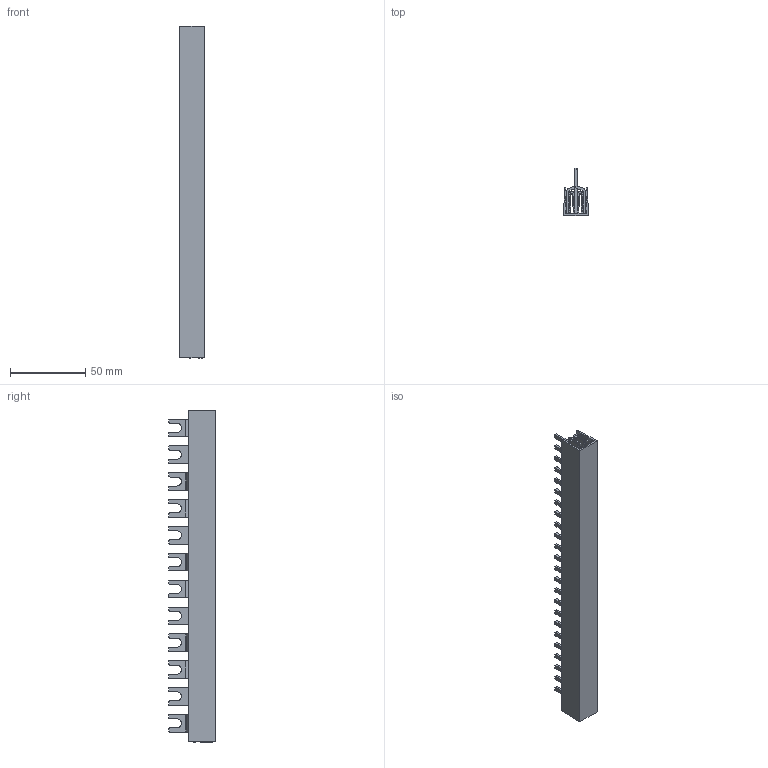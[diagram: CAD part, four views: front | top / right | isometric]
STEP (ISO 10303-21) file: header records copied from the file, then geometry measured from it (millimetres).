
FILE_DESCRIPTION((''),'2;1');
FILE_NAME('IZ16_3F_ASM','2021-04-01T',('marketing.praksa'),('Audax d.o.o.'),'CREO PARAMETRIC BY PTC INC, 2017480','CREO PARAMETRIC BY PTC INC, 2017480','');
FILE_SCHEMA(('AUTOMOTIVE_DESIGN { 1 0 10303 214 1 1 1 1 }'));
Length unit declared in the file: millimetre
Products named in the file (5): S3F-16_02_01_SZYNA_2; S3F-16_02_01_SZYNA_1; G3F-16_00_01_PROFIL_REV_02; PRT0172; IZ16_3F_ASM
Assembly tree (5 placements, depth 2):
  IZ16_3F_ASM
    S3F-16_02_01_SZYNA_2
    S3F-16_02_01_SZYNA_1  x2
    G3F-16_00_01_PROFIL_REV_02
    PRT0172
Bounding box: 16.5 x 31.01 x 220 mm (x, y, z)
Volume: 35897.1 mm3; surface area: 67565.4 mm2
Topology: 7 solids, 7 shells, 445 faces, 1284 edges, 856 vertices
Faces by surface type: plane 239, cylinder 182, torus 24
Entity records: 17170 total; most frequent: CARTESIAN_POINT 2107, DIRECTION 1974, ORIENTED_EDGE 1962, PRESENTATION_STYLE_ASSIGNMENT 1329, STYLED_ITEM 1329, CURVE_STYLE 981, EDGE_CURVE 981, AXIS2_PLACEMENT_3D 665
